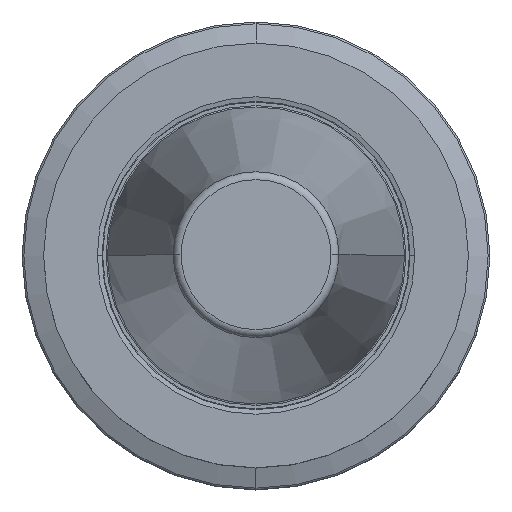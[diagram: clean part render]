
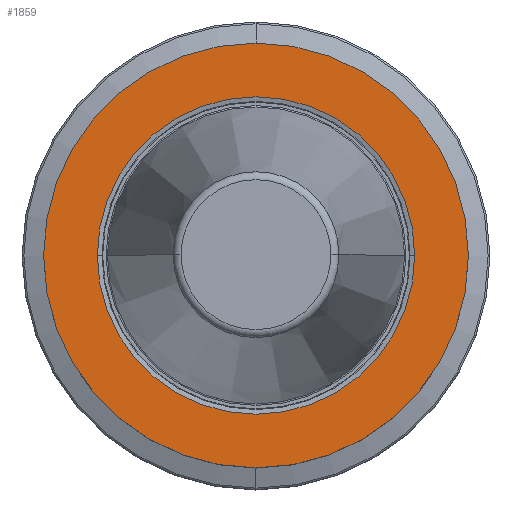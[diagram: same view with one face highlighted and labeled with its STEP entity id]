
A CAD part, top view. The second image highlights one B-rep face of the part: STEP entity #1859.
In plain terms, the highlighted planar face has unit normal (0, 0, 1).
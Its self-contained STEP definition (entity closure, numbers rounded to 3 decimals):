
#200=CARTESIAN_POINT('',(0.,0.,-3.2));
#201=DIRECTION('',(0.,0.,1.));
#202=DIRECTION('',(1.,0.,0.));
#203=AXIS2_PLACEMENT_3D('',#200,#201,#202);
#208=CARTESIAN_POINT('',(0.,0.,-3.2));
#209=DIRECTION('',(0.,0.,-1.));
#210=DIRECTION('',(1.,0.,0.));
#211=AXIS2_PLACEMENT_3D('',#208,#209,#210);
#216=CARTESIAN_POINT('',(0.,0.,-3.2));
#217=DIRECTION('',(0.,0.,1.));
#218=DIRECTION('',(1.,0.,0.));
#219=AXIS2_PLACEMENT_3D('',#216,#217,#218);
#224=CARTESIAN_POINT('',(0.,0.,-3.2));
#225=DIRECTION('',(0.,0.,1.));
#226=DIRECTION('',(-1.,0.,0.));
#227=AXIS2_PLACEMENT_3D('',#224,#225,#226);
#1570=CARTESIAN_POINT('',(31.775,0.,-3.2));
#1571=CARTESIAN_POINT('',(-31.775,0.,-3.2));
#1572=VERTEX_POINT('',#1570);
#1573=VERTEX_POINT('',#1571);
#1636=CARTESIAN_POINT('',(23.746,0.,-3.2));
#1637=VERTEX_POINT('',#1636);
#1640=CARTESIAN_POINT('',(-23.746,0.,-3.2));
#1641=VERTEX_POINT('',#1640);
#1844=CARTESIAN_POINT('',(0.,0.,-3.2));
#1845=DIRECTION('',(0.,0.,-1.));
#1846=DIRECTION('',(-1.,0.,0.));
#1847=AXIS2_PLACEMENT_3D('',#1844,#1845,#1846);
#1848=PLANE('',#1847);
#1849=ORIENTED_EDGE('',*,*,#1825,.F.);
#1850=ORIENTED_EDGE('',*,*,#1767,.T.);
#1851=EDGE_LOOP('',(#1849,#1850));
#1852=FACE_OUTER_BOUND('',#1851,.F.);
#1854=ORIENTED_EDGE('',*,*,#1853,.T.);
#1856=ORIENTED_EDGE('',*,*,#1855,.T.);
#1857=EDGE_LOOP('',(#1854,#1856));
#1858=FACE_BOUND('',#1857,.F.);
#204=CIRCLE('',#203,31.775);
#212=CIRCLE('',#211,31.775);
#220=CIRCLE('',#219,23.746);
#228=CIRCLE('',#227,23.746);
#1767=EDGE_CURVE('',#1572,#1573,#212,.T.);
#1825=EDGE_CURVE('',#1572,#1573,#204,.T.);
#1853=EDGE_CURVE('',#1637,#1641,#220,.T.);
#1855=EDGE_CURVE('',#1641,#1637,#228,.T.);
#1859=ADVANCED_FACE('',(#1852,#1858),#1848,.F.);
